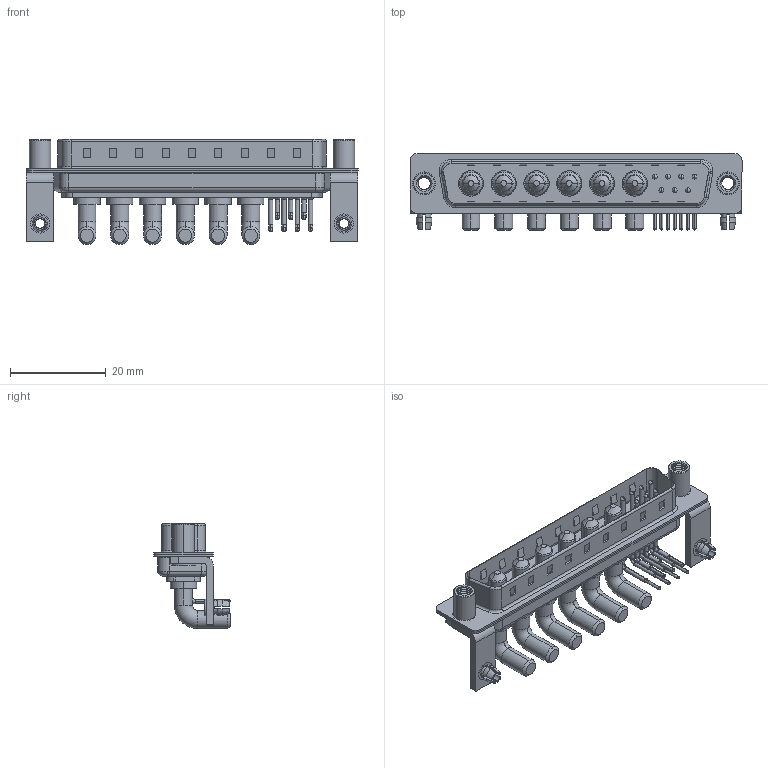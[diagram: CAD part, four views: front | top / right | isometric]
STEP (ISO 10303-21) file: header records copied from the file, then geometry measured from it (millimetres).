
FILE_DESCRIPTION (( 'STEP AP203' ), '1' );
FILE_NAME ('629-13W6640-4TD.STEP', '2022-05-14T18:33:08', ( '' ), ( '' ), 'SwSTEP 2.0', 'SolidWorks 2020', '' );
FILE_SCHEMA (( 'CONFIG_CONTROL_DESIGN' ));
Length unit declared in the file: millimetre
Products named in the file (10): 629-13W6640-4TD; 629Combo Stabilizer Bracket; Power Pin_40A RA; 629Combo Shell Rear_37 Contacts; 629Combo Shell Front_37 Contacts; 629Combo Threaded Standoff_D; 629Combo Contact Row 2; 629Combo Contact Row 1; 629Combo Board Lock; 629Combo Housing_13W6
Assembly tree (22 placements, depth 2):
  629-13W6640-4TD
    629Combo Housing_13W6
    629Combo Shell Rear_37 Contacts
    629Combo Shell Front_37 Contacts
    629Combo Stabilizer Bracket  x2
    629Combo Board Lock  x2
    629Combo Threaded Standoff_D  x2
    Power Pin_40A RA  x6
    629Combo Contact Row 1  x4
    629Combo Contact Row 2  x3
Bounding box: 69.4 x 16.05 x 21.98 mm (x, y, z)
Volume: 5504.6 mm3; surface area: 11282.1 mm2
Topology: 28 solids, 28 shells, 1630 faces, 4301 edges, 2762 vertices
Faces by surface type: plane 781, cylinder 623, cone 98, torus 74, bspline 54
Entity records: 28522 total; most frequent: CARTESIAN_POINT 6922, DIRECTION 4315, ORIENTED_EDGE 4174, EDGE_CURVE 2087, AXIS2_PLACEMENT_3D 1519, VERTEX_POINT 1345, LINE 1277, VECTOR 1277
